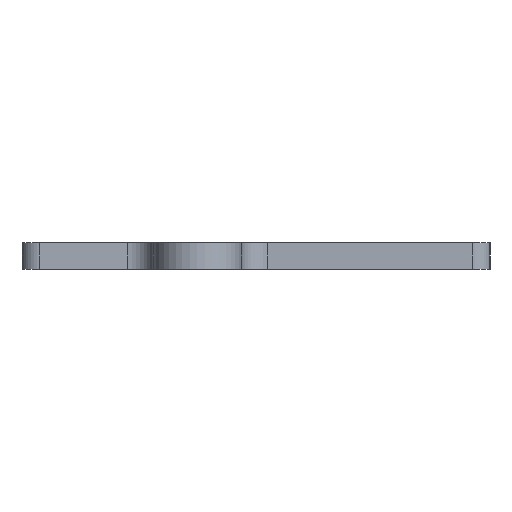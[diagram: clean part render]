
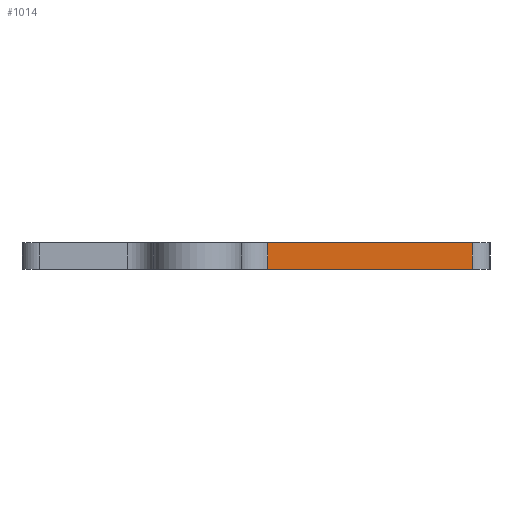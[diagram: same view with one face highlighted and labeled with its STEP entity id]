
A CAD part, left-side view. The second image highlights one B-rep face of the part: STEP entity #1014.
In plain terms, the highlighted planar face has unit normal (-1, 0, 0).
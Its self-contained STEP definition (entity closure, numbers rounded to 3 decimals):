
#36=PLANE('',#1108);
#76=FACE_OUTER_BOUND('',#133,.T.);
#133=EDGE_LOOP('',(#809,#810,#811,#812));
#171=LINE('',#1477,#269);
#203=LINE('',#1597,#301);
#215=LINE('',#1628,#313);
#225=LINE('',#1658,#323);
#269=VECTOR('',#1167,10.);
#301=VECTOR('',#1269,10.);
#313=VECTOR('',#1303,10.);
#323=VECTOR('',#1341,10.);
#420=VERTEX_POINT('',#1474);
#421=VERTEX_POINT('',#1476);
#474=VERTEX_POINT('',#1595);
#481=VERTEX_POINT('',#1624);
#522=EDGE_CURVE('',#421,#420,#171,.T.);
#582=EDGE_CURVE('',#474,#420,#203,.T.);
#598=EDGE_CURVE('',#421,#481,#215,.T.);
#613=EDGE_CURVE('',#481,#474,#225,.T.);
#809=ORIENTED_EDGE('',*,*,#582,.F.);
#810=ORIENTED_EDGE('',*,*,#613,.F.);
#811=ORIENTED_EDGE('',*,*,#598,.F.);
#812=ORIENTED_EDGE('',*,*,#522,.T.);
#1014=ADVANCED_FACE('',(#76),#36,.T.);
#1108=AXIS2_PLACEMENT_3D('',#1657,#1339,#1340);
#1167=DIRECTION('',(0.,-1.,0.));
#1269=DIRECTION('',(0.,0.,-1.));
#1303=DIRECTION('',(0.,0.,1.));
#1339=DIRECTION('center_axis',(-1.,0.,0.));
#1340=DIRECTION('ref_axis',(0.,-1.,0.));
#1341=DIRECTION('',(0.,-1.,0.));
#1474=CARTESIAN_POINT('',(-52.862,-118.037,-6.));
#1476=CARTESIAN_POINT('',(-52.862,-106.394,-6.));
#1477=CARTESIAN_POINT('',(-52.862,-92.394,-6.));
#1595=CARTESIAN_POINT('',(-52.862,-118.037,-4.5));
#1597=CARTESIAN_POINT('',(-52.862,-118.037,-6.));
#1624=CARTESIAN_POINT('',(-52.862,-106.394,-4.5));
#1628=CARTESIAN_POINT('',(-52.862,-106.394,-5.25));
#1657=CARTESIAN_POINT('Origin',(-52.862,-92.394,-6.));
#1658=CARTESIAN_POINT('',(-52.862,-92.394,-4.5));
